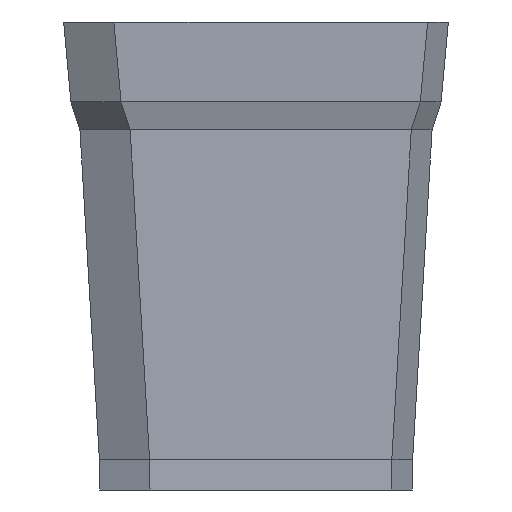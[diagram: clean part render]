
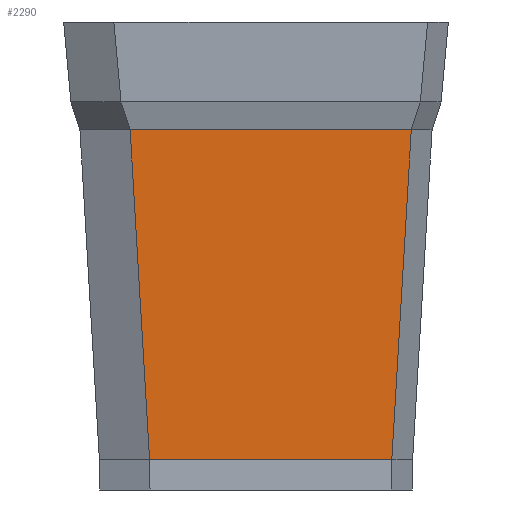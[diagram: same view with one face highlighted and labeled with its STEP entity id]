
A CAD part, left-side view. The second image highlights one B-rep face of the part: STEP entity #2290.
In plain terms, the highlighted planar face has unit normal (-0.706, -0.706, -0.059).
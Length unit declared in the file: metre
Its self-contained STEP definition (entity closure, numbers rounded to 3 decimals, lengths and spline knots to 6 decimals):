
#50=ORIENTED_EDGE('',*,*,#710,.F.);
#51=ORIENTED_EDGE('',*,*,#711,.T.);
#52=ORIENTED_EDGE('',*,*,#706,.T.);
#53=ORIENTED_EDGE('',*,*,#712,.F.);
#706=EDGE_CURVE('',#1034,#1035,#1242,.T.);
#710=EDGE_CURVE('',#1038,#1039,#1246,.T.);
#711=EDGE_CURVE('',#1038,#1034,#1247,.T.);
#712=EDGE_CURVE('',#1039,#1035,#1248,.T.);
#1034=VERTEX_POINT('',#3241);
#1035=VERTEX_POINT('',#3242);
#1038=VERTEX_POINT('',#3250);
#1039=VERTEX_POINT('',#3251);
#1242=LINE('',#3240,#1574);
#1246=LINE('',#3249,#1578);
#1247=LINE('',#3252,#1579);
#1248=LINE('',#3253,#1580);
#1574=VECTOR('',#2619,1.);
#1578=VECTOR('',#2625,1.);
#1579=VECTOR('',#2626,1.);
#1580=VECTOR('',#2627,1.);
#1885=EDGE_LOOP('',(#50,#51,#52,#53));
#2021=FACE_BOUND('',#1885,.T.);
#2156=PLANE('',#2448);
#2290=ADVANCED_FACE('',(#2021),#2156,.F.);
#2448=AXIS2_PLACEMENT_3D('',#3248,#2623,#2624);
#2619=DIRECTION('',(0.707,-0.707,0.));
#2623=DIRECTION('',(0.706,0.706,0.059));
#2624=DIRECTION('',(0.707,-0.707,0.));
#2625=DIRECTION('',(0.707,-0.707,0.));
#2626=DIRECTION('',(0.141,-0.058,-0.988));
#2627=DIRECTION('',(0.024,0.059,-0.998));
#3240=CARTESIAN_POINT('',(-0.131263,0.113641,-0.048349));
#3241=CARTESIAN_POINT('',(-0.118976,0.101354,-0.048349));
#3242=CARTESIAN_POINT('',(-0.092216,0.074594,-0.048349));
#3248=CARTESIAN_POINT('',(-0.132564,0.11234,-0.017187));
#3249=CARTESIAN_POINT('',(-0.132783,0.11212,-0.011924));
#3250=CARTESIAN_POINT('',(-0.124167,0.103504,-0.011924));
#3251=CARTESIAN_POINT('',(-0.093107,0.072444,-0.011924));
#3252=CARTESIAN_POINT('',(-0.124167,0.103504,-0.011924));
#3253=CARTESIAN_POINT('',(-0.093107,0.072444,-0.011924));
